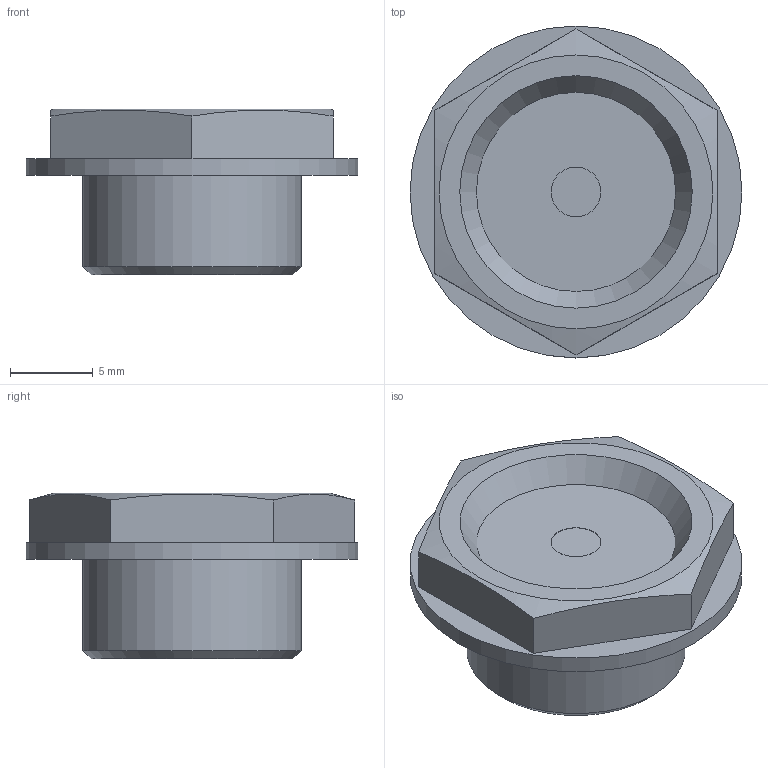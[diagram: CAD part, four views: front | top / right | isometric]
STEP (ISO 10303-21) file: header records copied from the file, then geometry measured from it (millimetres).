
FILE_DESCRIPTION( ( 'Unknown' ), '1' );
FILE_NAME( '6311005_TLT_1-4.stp', 'Unknown', ( 'Unknown' ), ( 'Unknown' ), 'PSStep 14.0', 'Unknown', ' ' );
FILE_SCHEMA( ( 'AUTOMOTIVE_DESIGN { 1 0 10303 214 1 1 1 1 }' ) );
Length unit declared in the file: millimetre
Products named in the file (1): 6311005
Bounding box: 20 x 20 x 10 mm (x, y, z)
Volume: 1362.4 mm3; surface area: 1291.4 mm2
Topology: 1 solids, 1 shells, 20 faces, 38 edges, 25 vertices
Faces by surface type: plane 13, cylinder 4, cone 3
Full cylindrical faces by diameter (mm): 3 x1, 7.5 x1, 13.157 x1, 20 x1
Entity records: 656 total; most frequent: CARTESIAN_POINT 105, DIRECTION 78, ORIENTED_EDGE 60, AXIS2_PLACEMENT_3D 33, EDGE_LOOP 32, EDGE_CURVE 30, FACE_OUTER_BOUND 24, VERTEX_POINT 24
